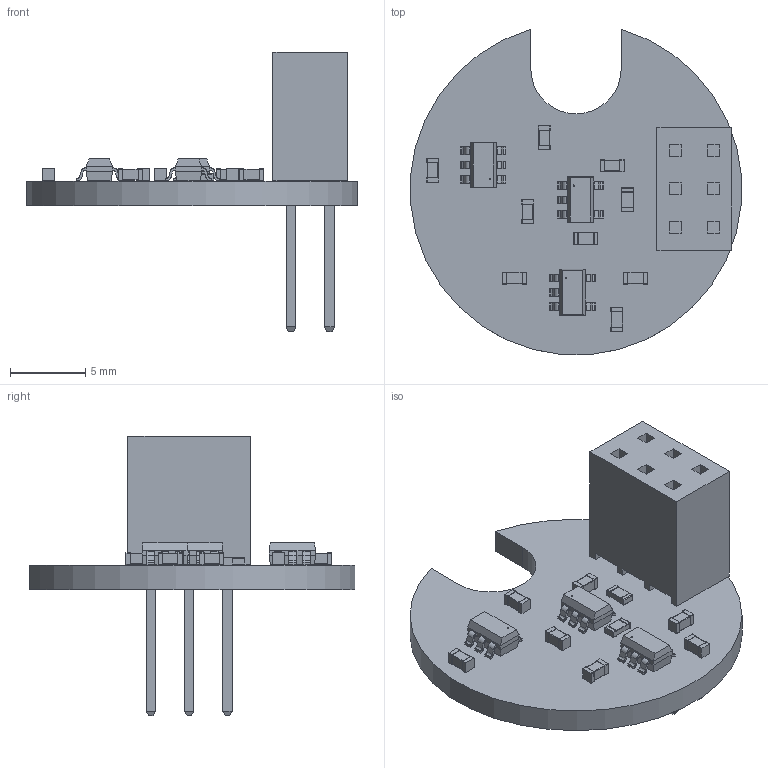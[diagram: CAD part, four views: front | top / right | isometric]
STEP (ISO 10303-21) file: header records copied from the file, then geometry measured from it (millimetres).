
FILE_DESCRIPTION(('KiCad electronic assembly'),'2;1');
FILE_NAME('psu.step','2019-10-31T11:44:01',('An Author'),('A Company'), 'Open CASCADE STEP processor 6.9','KiCad to STEP converter','Unknown' );
FILE_SCHEMA(('AUTOMOTIVE_DESIGN { 1 0 10303 214 1 1 1 1 }'));
Length unit declared in the file: millimetre
Products named in the file (12): Open CASCADE STEP translator 6.9 1; DBV5; COMPOUND; DBV6; R_0603_1608Metric; SOLID; C_0603_1608Metric; SSQ-103-03-G-D
Assembly tree (19 placements, depth 3):
  Open CASCADE STEP translator 6.9 1
    DBV5  x2
      COMPOUND
    DBV6
      COMPOUND
    R_0603_1608Metric  x2
      SOLID
    C_0603_1608Metric  x7
      SOLID
    SSQ-103-03-G-D
      COMPOUND
    COMPOUND
Bounding box: 21.96 x 21.57 x 18.52 mm (x, y, z)
Volume: 886.3 mm3; surface area: 1657.8 mm2
Topology: 15 solids, 281 shells, 637 faces, 2275 edges, 1954 vertices
Faces by surface type: bspline 625, cylinder 8, plane 4
Full cylindrical faces by diameter (mm): 1 x6
Entity records: 26593 total; most frequent: CARTESIAN_POINT 9758, B_SPLINE_CURVE_WITH_KNOTS 2722, ORIENTED_EDGE 1808, PCURVE 1808, DEFINITIONAL_REPRESENTATION 1808, EDGE_CURVE 1356, SURFACE_CURVE 1348, VERTEX_POINT 1204
